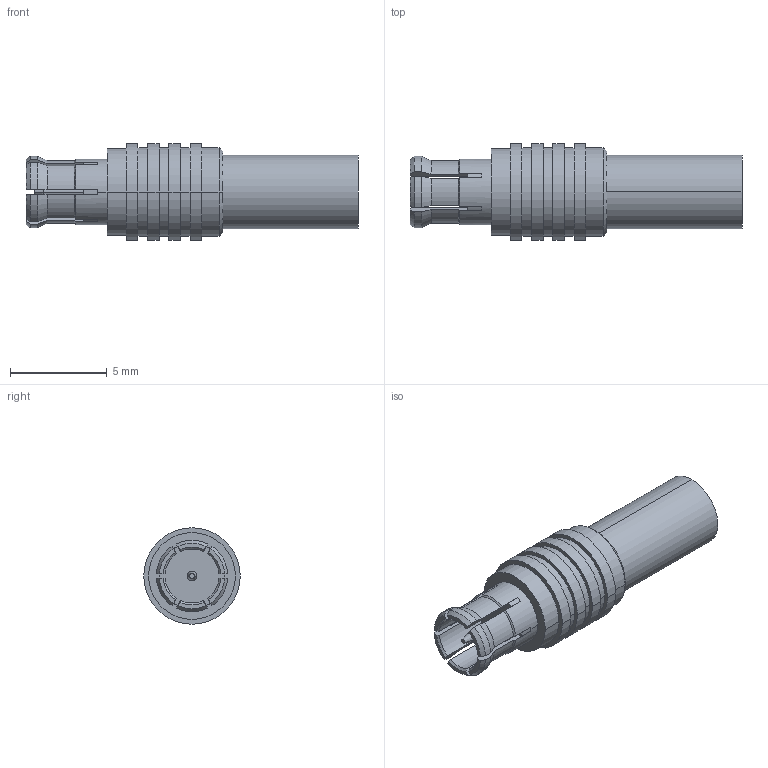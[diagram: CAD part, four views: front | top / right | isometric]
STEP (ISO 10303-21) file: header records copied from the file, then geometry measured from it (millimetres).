
FILE_DESCRIPTION((''),'2;1');
FILE_NAME('252101-75','2018-06-22T',('Krishnaprasath'),(''),'CREO PARAMETRIC BY PTC INC, 2017020','CREO PARAMETRIC BY PTC INC, 2017020','');
FILE_SCHEMA(('CONFIG_CONTROL_DESIGN'));
Length unit declared in the file: inch
Products named in the file (1): 252101-75
Bounding box: 17.2 x 5 x 5 mm (x, y, z)
Volume: 176.7 mm3; surface area: 378.7 mm2
Topology: 1 solids, 1 shells, 124 faces, 318 edges, 210 vertices
Faces by surface type: cylinder 54, plane 40, cone 30
Entity records: 3948 total; most frequent: CARTESIAN_POINT 844, DIRECTION 656, ORIENTED_EDGE 636, EDGE_CURVE 318, AXIS2_PLACEMENT_3D 262, VERTEX_POINT 210, EDGE_LOOP 138, CIRCLE 138
